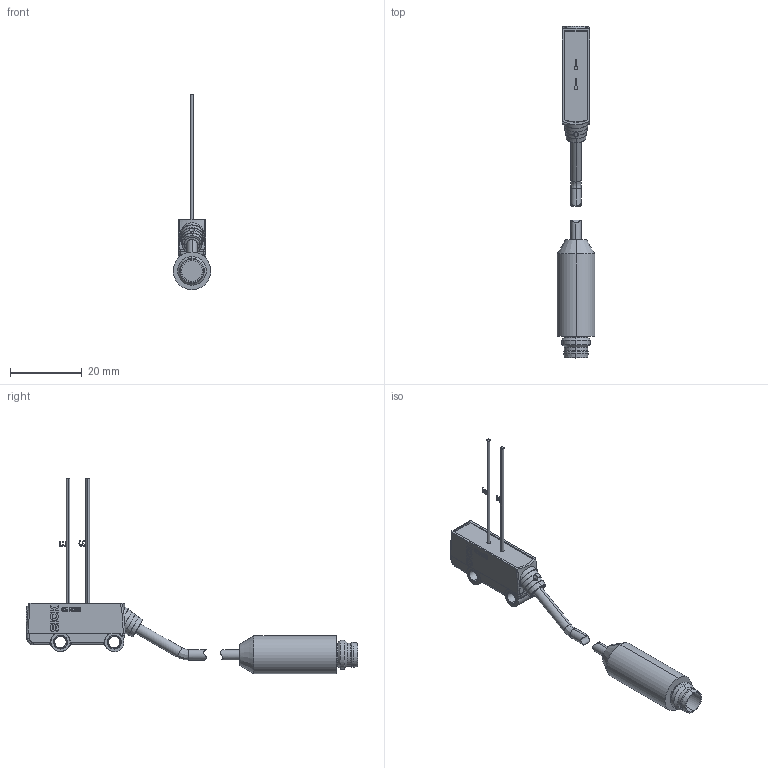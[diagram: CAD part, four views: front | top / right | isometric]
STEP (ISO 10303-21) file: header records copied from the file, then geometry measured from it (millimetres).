
FILE_DESCRIPTION (( 'STEP AP214' ), '1' );
FILE_NAME ('GTB##-#54#1-S249006.STEP', '2019-04-02T20:03:51', ( 'CD IT' ), ( 'SICK AG' ), 'SwSTEP 2.0', 'SolidWorks 2016', '' );
FILE_SCHEMA (( 'AUTOMOTIVE_DESIGN' ));
Length unit declared in the file: millimetre
Products named in the file (5): Kopie von Sendestrahl_3^3D-MARKETINGMODELL_S249006; Kopie von Empfaengerstrahl_3^3D-MARKETINGMODELL_S249006; Kopie von 3D-KABELSCHWANZ_M8_S036876^3D-MARKETINGMODELL_S249006; Kopie von GTB__-_54_1_1^3D-MARKETINGMODELL_S249006; GTB##-#54#1-S249006
Assembly tree (4 placements, depth 2):
  GTB##-#54#1-S249006
    Kopie von GTB__-_54_1_1^3D-MARKETINGMODELL_S249006
    Kopie von 3D-KABELSCHWANZ_M8_S036876^3D-MARKETINGMODELL_S249006
    Kopie von Empfaengerstrahl_3^3D-MARKETINGMODELL_S249006
    Kopie von Sendestrahl_3^3D-MARKETINGMODELL_S249006
Bounding box: 10.5 x 92.54 x 54.45 mm (x, y, z)
Volume: 5002.3 mm3; surface area: 3289.4 mm2
Topology: 4 solids, 4 shells, 419 faces, 1111 edges, 723 vertices
Faces by surface type: plane 226, bspline 89, cylinder 80, cone 24
Entity records: 27374 total; most frequent: CARTESIAN_POINT 13051, ORIENTED_EDGE 2210, DIRECTION 1586, EDGE_CURVE 1105, VERTEX_POINT 723, LINE 658, VECTOR 658, AXIS2_PLACEMENT_3D 464
